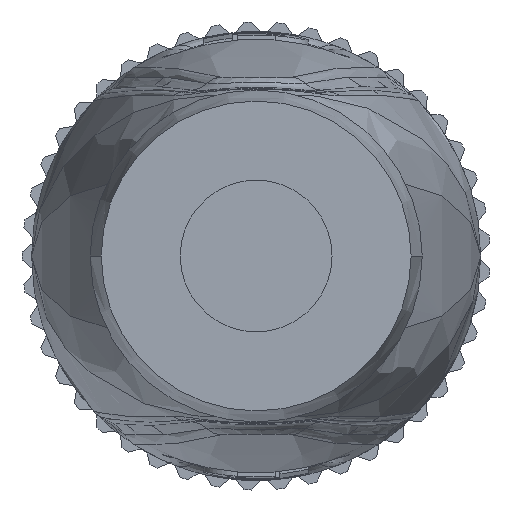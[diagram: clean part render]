
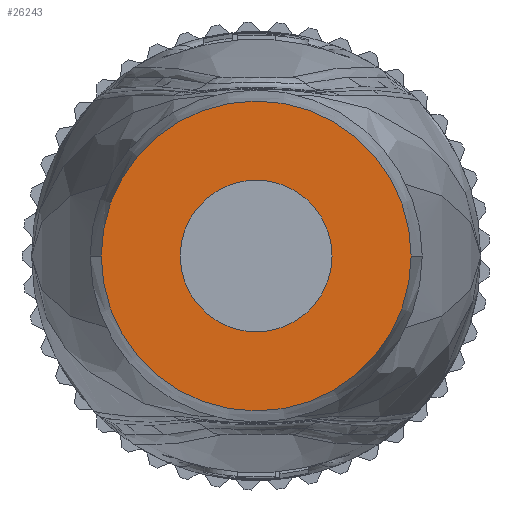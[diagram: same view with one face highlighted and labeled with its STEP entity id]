
A CAD part, front view. The second image highlights one B-rep face of the part: STEP entity #26243.
In plain terms, the highlighted planar face has unit normal (0, -1, 0).
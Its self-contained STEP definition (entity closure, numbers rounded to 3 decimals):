
#7036=CARTESIAN_POINT('',(0.,-47.,0.));
#7037=DIRECTION('',(0.,1.,0.));
#7038=DIRECTION('',(1.,0.,0.));
#7039=AXIS2_PLACEMENT_3D('',#7036,#7037,#7038);
#7041=CARTESIAN_POINT('',(0.,-47.,0.));
#7042=DIRECTION('',(0.,-1.,0.));
#7043=DIRECTION('',(1.,0.,0.));
#7044=AXIS2_PLACEMENT_3D('',#7041,#7042,#7043);
#7046=CARTESIAN_POINT('',(0.,-47.,0.));
#7047=DIRECTION('',(0.,-1.,0.));
#7048=DIRECTION('',(0.,0.,-1.));
#7049=AXIS2_PLACEMENT_3D('',#7046,#7047,#7048);
#7051=CARTESIAN_POINT('',(0.,-47.,0.));
#7052=DIRECTION('',(0.,-1.,0.));
#7053=DIRECTION('',(0.,0.,1.));
#7054=AXIS2_PLACEMENT_3D('',#7051,#7052,#7053);
#9392=CARTESIAN_POINT('',(4.9,-47.,0.));
#9394=VERTEX_POINT('',#9392);
#9396=CARTESIAN_POINT('',(-4.9,-47.,0.));
#9398=VERTEX_POINT('',#9396);
#9743=CARTESIAN_POINT('',(0.,-47.,-2.4));
#9744=CARTESIAN_POINT('',(0.,-47.,2.4));
#9745=VERTEX_POINT('',#9743);
#9746=VERTEX_POINT('',#9744);
#26228=CARTESIAN_POINT('',(0.,-47.,0.));
#26229=DIRECTION('',(0.,-1.,0.));
#26230=DIRECTION('',(1.,0.,0.));
#26231=AXIS2_PLACEMENT_3D('',#26228,#26229,#26230);
#26232=PLANE('',#26231);
#26233=ORIENTED_EDGE('',*,*,#26186,.T.);
#26234=ORIENTED_EDGE('',*,*,#26209,.F.);
#26235=EDGE_LOOP('',(#26233,#26234));
#26236=FACE_OUTER_BOUND('',#26235,.F.);
#26238=ORIENTED_EDGE('',*,*,#26237,.T.);
#26240=ORIENTED_EDGE('',*,*,#26239,.T.);
#26241=EDGE_LOOP('',(#26238,#26240));
#26242=FACE_BOUND('',#26241,.F.);
#26243=ADVANCED_FACE('',(#26236,#26242),#26232,.T.);
#7040=CIRCLE('',#7039,4.9);
#7045=CIRCLE('',#7044,4.9);
#7050=CIRCLE('',#7049,2.4);
#7055=CIRCLE('',#7054,2.4);
#26186=EDGE_CURVE('',#9394,#9398,#7040,.T.);
#26209=EDGE_CURVE('',#9394,#9398,#7045,.T.);
#26237=EDGE_CURVE('',#9745,#9746,#7050,.T.);
#26239=EDGE_CURVE('',#9746,#9745,#7055,.T.);
